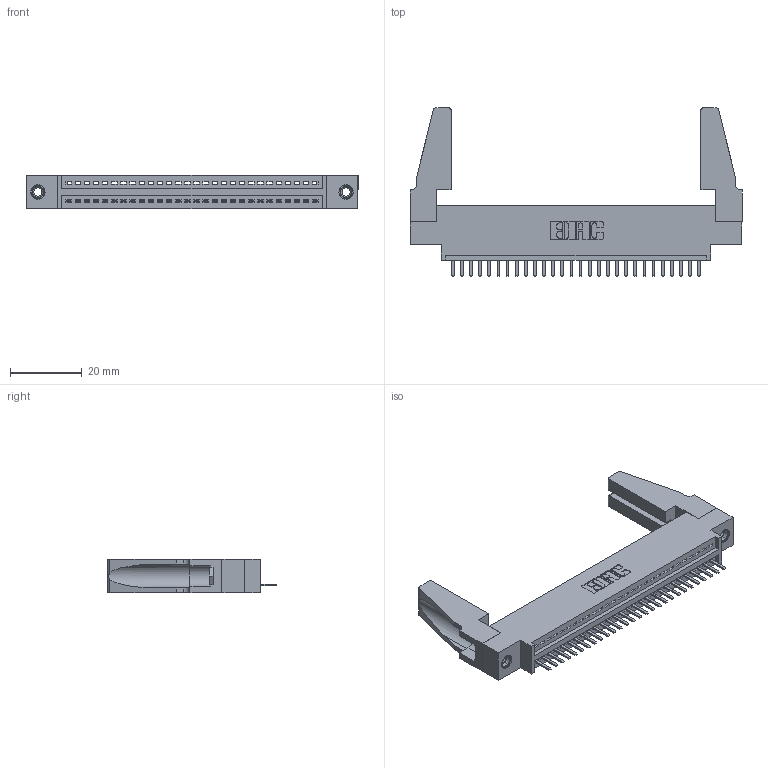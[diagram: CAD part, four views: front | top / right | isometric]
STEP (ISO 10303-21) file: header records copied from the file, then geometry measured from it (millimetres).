
FILE_DESCRIPTION (( 'STEP AP203' ), '1' );
FILE_NAME ('345-028-520-688.STEP', '2019-10-07T05:06:22', ( '' ), ( '' ), 'SwSTEP 2.0', 'SolidWorks 2016', '' );
FILE_SCHEMA (( 'CONFIG_CONTROL_DESIGN' ));
Length unit declared in the file: inch
Products named in the file (5): 345-250-001_345-250-001-102; 345-292-001_345-293-120; 345-220-078_345-220-088; 345-028-520-688; 345 Part_0.170 Offset - 0.156 Dia-TH
Assembly tree (33 placements, depth 2):
  345-028-520-688
    345 Part_0.170 Offset - 0.156 Dia-TH
    345-292-001_345-293-120  x28
    345-250-001_345-250-001-102  x2
    345-220-078_345-220-088  x2
Bounding box: 92.35 x 46.86 x 9.4 mm (x, y, z)
Volume: 11715.8 mm3; surface area: 14049 mm2
Topology: 33 solids, 33 shells, 1990 faces, 5819 edges, 3794 vertices
Faces by surface type: plane 1332, cylinder 642, cone 12, torus 4
Entity records: 25352 total; most frequent: CARTESIAN_POINT 4394, ORIENTED_EDGE 4304, DIRECTION 3852, EDGE_CURVE 2152, VECTOR 1862, LINE 1862, VERTEX_POINT 1426, AXIS2_PLACEMENT_3D 995
